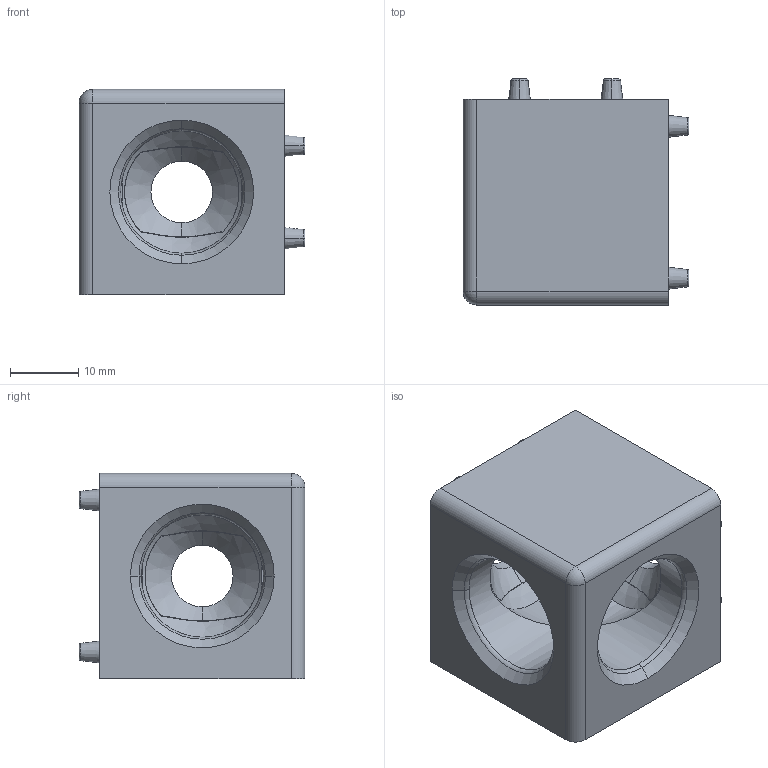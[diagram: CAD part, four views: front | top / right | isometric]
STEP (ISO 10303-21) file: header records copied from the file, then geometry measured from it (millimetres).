
FILE_DESCRIPTION(/* description */ ('GIUNZIONE PROFILI 1 1'),/* implementation_level */ '2;1');
FILE_NAME(/* name */ 'CGIPR0000139.stp',/* time_stamp */ '2018-11-12T11:01:26+01:00',/* author */ ('fzagni'),/* organization */ ('TraceParts S.A.'),/* preprocessor_version */ 'ST-DEVELOPER v16.1',/* originating_system */ 'Autodesk Inventor 2016',/* authorisation */ '');
FILE_SCHEMA (('AUTOMOTIVE_DESIGN { 1 0 10303 214 3 1 1 }'));
Length unit declared in the file: millimetre
Products named in the file (1): CGIPR0000139
Bounding box: 33 x 33 x 30 mm (x, y, z)
Volume: 16574.8 mm3; surface area: 6866.1 mm2
Topology: 1 solids, 1 shells, 99 faces, 226 edges, 134 vertices
Faces by surface type: cone 36, cylinder 21, plane 21, torus 20, sphere 1
Full cylindrical faces by diameter (mm): 17.898 x2
Entity records: 2876 total; most frequent: CARTESIAN_POINT 609, DIRECTION 514, ORIENTED_EDGE 438, AXIS2_PLACEMENT_3D 223, EDGE_CURVE 219, VERTEX_POINT 132, CIRCLE 116, EDGE_LOOP 115
